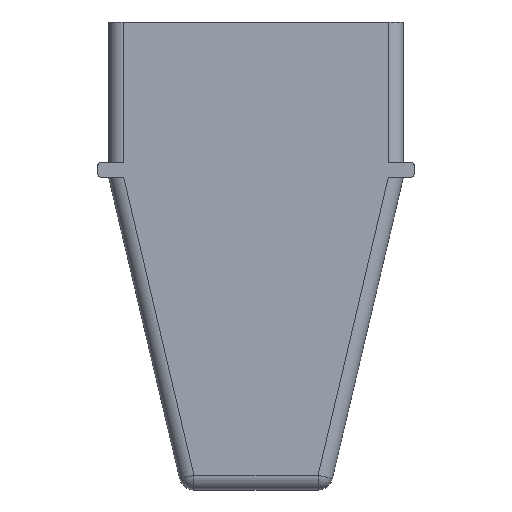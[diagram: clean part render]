
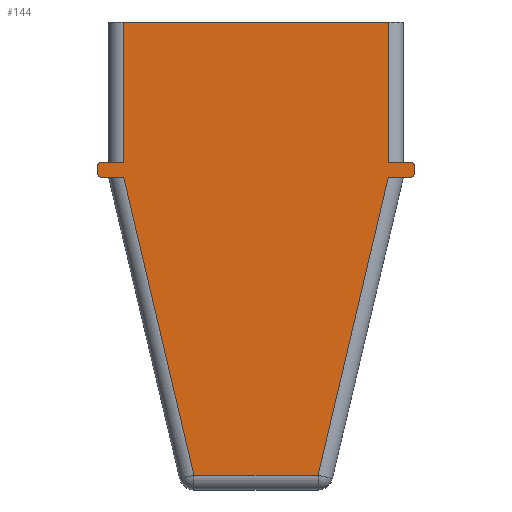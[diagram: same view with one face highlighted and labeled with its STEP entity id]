
A CAD part, front view. The second image highlights one B-rep face of the part: STEP entity #144.
In plain terms, the highlighted planar face has unit normal (0, -1, 0).
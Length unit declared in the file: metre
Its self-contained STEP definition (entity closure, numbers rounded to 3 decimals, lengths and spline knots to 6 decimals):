
#144 = ADVANCED_FACE( '', ( #287 ), #288, .T. );
#287 = FACE_OUTER_BOUND( '', #424, .T. );
#288 = PLANE( '', #425 );
#424 = EDGE_LOOP( '', ( #772, #773, #774, #775, #776, #777, #778, #779, #780, #781, #782, #783, #784, #785, #786, #787 ) );
#425 = AXIS2_PLACEMENT_3D( '', #788, #789, #790 );
#772 = ORIENTED_EDGE( '', *, *, #878, .F. );
#773 = ORIENTED_EDGE( '', *, *, #936, .T. );
#774 = ORIENTED_EDGE( '', *, *, #826, .F. );
#775 = ORIENTED_EDGE( '', *, *, #925, .T. );
#776 = ORIENTED_EDGE( '', *, *, #867, .F. );
#777 = ORIENTED_EDGE( '', *, *, #949, .T. );
#778 = ORIENTED_EDGE( '', *, *, #920, .T. );
#779 = ORIENTED_EDGE( '', *, *, #885, .T. );
#780 = ORIENTED_EDGE( '', *, *, #851, .T. );
#781 = ORIENTED_EDGE( '', *, *, #872, .T. );
#782 = ORIENTED_EDGE( '', *, *, #927, .T. );
#783 = ORIENTED_EDGE( '', *, *, #951, .T. );
#784 = ORIENTED_EDGE( '', *, *, #909, .T. );
#785 = ORIENTED_EDGE( '', *, *, #916, .T. );
#786 = ORIENTED_EDGE( '', *, *, #953, .F. );
#787 = ORIENTED_EDGE( '', *, *, #846, .T. );
#788 = CARTESIAN_POINT( '', ( 0., -0.023, 0.054429 ) );
#789 = DIRECTION( '', ( 0., -1., 0. ) );
#790 = DIRECTION( '', ( 1., 0., 0. ) );
#826 = EDGE_CURVE( '', #983, #984, #985, .T. );
#846 = EDGE_CURVE( '', #1017, #1018, #1019, .T. );
#851 = EDGE_CURVE( '', #1026, #1027, #1028, .T. );
#867 = EDGE_CURVE( '', #1051, #1053, #1054, .T. );
#872 = EDGE_CURVE( '', #1027, #1060, #1061, .T. );
#878 = EDGE_CURVE( '', #1068, #1018, #1070, .T. );
#885 = EDGE_CURVE( '', #1080, #1026, #1081, .T. );
#909 = EDGE_CURVE( '', #997, #1113, #1115, .T. );
#916 = EDGE_CURVE( '', #1113, #1121, #1123, .F. );
#920 = EDGE_CURVE( '', #1128, #1080, #1129, .T. );
#925 = EDGE_CURVE( '', #983, #1053, #1136, .F. );
#927 = EDGE_CURVE( '', #1060, #1138, #1139, .T. );
#936 = EDGE_CURVE( '', #1068, #984, #1148, .T. );
#949 = EDGE_CURVE( '', #1051, #1128, #1161, .T. );
#951 = EDGE_CURVE( '', #1138, #997, #1163, .T. );
#953 = EDGE_CURVE( '', #1017, #1121, #1165, .T. );
#983 = VERTEX_POINT( '', #1204 );
#984 = VERTEX_POINT( '', #1205 );
#985 = LINE( '', #1206, #1207 );
#997 = VERTEX_POINT( '', #1222 );
#1017 = VERTEX_POINT( '', #1248 );
#1018 = VERTEX_POINT( '', #1249 );
#1019 = CIRCLE( '', #1250, 0.0005 );
#1026 = VERTEX_POINT( '', #1259 );
#1027 = VERTEX_POINT( '', #1260 );
#1028 = LINE( '', #1261, #1262 );
#1051 = VERTEX_POINT( '', #1294 );
#1053 = VERTEX_POINT( '', #1296 );
#1054 = LINE( '', #1297, #1298 );
#1060 = VERTEX_POINT( '', #1306 );
#1061 = CIRCLE( '', #1307, 0.0005 );
#1068 = VERTEX_POINT( '', #1316 );
#1070 = LINE( '', #1319, #1320 );
#1080 = VERTEX_POINT( '', #1333 );
#1081 = CIRCLE( '', #1334, 0.0005 );
#1113 = VERTEX_POINT( '', #1376 );
#1115 = LINE( '', #1378, #1379 );
#1121 = VERTEX_POINT( '', #1387 );
#1123 = LINE( '', #1389, #1390 );
#1128 = VERTEX_POINT( '', #1396 );
#1129 = LINE( '', #1397, #1398 );
#1136 = LINE( '', #1406, #1407 );
#1138 = VERTEX_POINT( '', #1409 );
#1139 = LINE( '', #1410, #1411 );
#1148 = CIRCLE( '', #1424, 0.0005 );
#1161 = LINE( '', #1440, #1441 );
#1163 = LINE( '', #1443, #1444 );
#1165 = LINE( '', #1446, #1447 );
#1204 = CARTESIAN_POINT( '', ( 0.018, -0.023, 0.032859 ) );
#1205 = CARTESIAN_POINT( '', ( 0.021, -0.023, 0.032859 ) );
#1206 = CARTESIAN_POINT( '', ( 0.02075, -0.023, 0.032859 ) );
#1207 = VECTOR( '', #1468, 1. );
#1222 = CARTESIAN_POINT( '', ( -0.008416, -0.023, -0.009591 ) );
#1248 = CARTESIAN_POINT( '', ( 0.021, -0.023, 0.030859 ) );
#1249 = CARTESIAN_POINT( '', ( 0.0215, -0.023, 0.031359 ) );
#1250 = AXIS2_PLACEMENT_3D( '', #1496, #1497, #1498 );
#1259 = CARTESIAN_POINT( '', ( -0.0215, -0.023, 0.032359 ) );
#1260 = CARTESIAN_POINT( '', ( -0.0215, -0.023, 0.031359 ) );
#1261 = CARTESIAN_POINT( '', ( -0.0215, -0.023, 0.031859 ) );
#1262 = VECTOR( '', #1504, 1. );
#1294 = CARTESIAN_POINT( '', ( -0.018, -0.023, 0.051909 ) );
#1296 = CARTESIAN_POINT( '', ( 0.018, -0.023, 0.051909 ) );
#1297 = CARTESIAN_POINT( '', ( 0.01, -0.023, 0.051909 ) );
#1298 = VECTOR( '', #1523, 1. );
#1306 = CARTESIAN_POINT( '', ( -0.021, -0.023, 0.030859 ) );
#1307 = AXIS2_PLACEMENT_3D( '', #1529, #1530, #1531 );
#1316 = CARTESIAN_POINT( '', ( 0.0215, -0.023, 0.032359 ) );
#1319 = CARTESIAN_POINT( '', ( 0.0215, -0.023, 0.031859 ) );
#1320 = VECTOR( '', #1538, 1. );
#1333 = CARTESIAN_POINT( '', ( -0.021, -0.023, 0.032859 ) );
#1334 = AXIS2_PLACEMENT_3D( '', #1545, #1546, #1547 );
#1376 = CARTESIAN_POINT( '', ( 0.008416, -0.023, -0.009591 ) );
#1378 = CARTESIAN_POINT( '', ( 0.01, -0.023, -0.009591 ) );
#1379 = VECTOR( '', #1576, 1. );
#1387 = CARTESIAN_POINT( '', ( 0.017945, -0.023, 0.030859 ) );
#1389 = CARTESIAN_POINT( '', ( 0.022262, -0.023, 0.049184 ) );
#1390 = VECTOR( '', #1585, 1. );
#1396 = CARTESIAN_POINT( '', ( -0.018, -0.023, 0.032859 ) );
#1397 = CARTESIAN_POINT( '', ( -0.02075, -0.023, 0.032859 ) );
#1398 = VECTOR( '', #1590, 1. );
#1406 = CARTESIAN_POINT( '', ( 0.018, -0.023, 0.054429 ) );
#1407 = VECTOR( '', #1598, 1. );
#1409 = CARTESIAN_POINT( '', ( -0.017945, -0.023, 0.030859 ) );
#1410 = CARTESIAN_POINT( '', ( -0.02075, -0.023, 0.030859 ) );
#1411 = VECTOR( '', #1599, 1. );
#1424 = AXIS2_PLACEMENT_3D( '', #1607, #1608, #1609 );
#1440 = CARTESIAN_POINT( '', ( -0.018, -0.023, 0.032859 ) );
#1441 = VECTOR( '', #1619, 1. );
#1443 = CARTESIAN_POINT( '', ( -0.008053, -0.023, -0.011133 ) );
#1444 = VECTOR( '', #1620, 1. );
#1446 = CARTESIAN_POINT( '', ( 0.02075, -0.023, 0.030859 ) );
#1447 = VECTOR( '', #1621, 1. );
#1468 = DIRECTION( '', ( 1., 0., 0. ) );
#1496 = CARTESIAN_POINT( '', ( 0.021, -0.023, 0.031359 ) );
#1497 = DIRECTION( '', ( 0., -1., 0. ) );
#1498 = DIRECTION( '', ( 0., 0., -1. ) );
#1504 = DIRECTION( '', ( 0., 0., -1. ) );
#1523 = DIRECTION( '', ( 1., 0., 0. ) );
#1529 = CARTESIAN_POINT( '', ( -0.021, -0.023, 0.031359 ) );
#1530 = DIRECTION( '', ( 0., -1., 0. ) );
#1531 = DIRECTION( '', ( 0., 0., -1. ) );
#1538 = DIRECTION( '', ( 0., 0., -1. ) );
#1545 = CARTESIAN_POINT( '', ( -0.021, -0.023, 0.032359 ) );
#1546 = DIRECTION( '', ( 0., -1., 0. ) );
#1547 = DIRECTION( '', ( 0., 0., -1. ) );
#1576 = DIRECTION( '', ( 1., 0., 0. ) );
#1585 = DIRECTION( '', ( -0.229, 0., -0.973 ) );
#1590 = DIRECTION( '', ( -1., 0., 0. ) );
#1598 = DIRECTION( '', ( 0., 0., -1. ) );
#1599 = DIRECTION( '', ( 1., 0., 0. ) );
#1607 = CARTESIAN_POINT( '', ( 0.021, -0.023, 0.032359 ) );
#1608 = DIRECTION( '', ( 0., -1., 0. ) );
#1609 = DIRECTION( '', ( 0., 0., -1. ) );
#1619 = DIRECTION( '', ( 0., 0., -1. ) );
#1620 = DIRECTION( '', ( 0.229, 0., -0.973 ) );
#1621 = DIRECTION( '', ( -1., 0., 0. ) );
